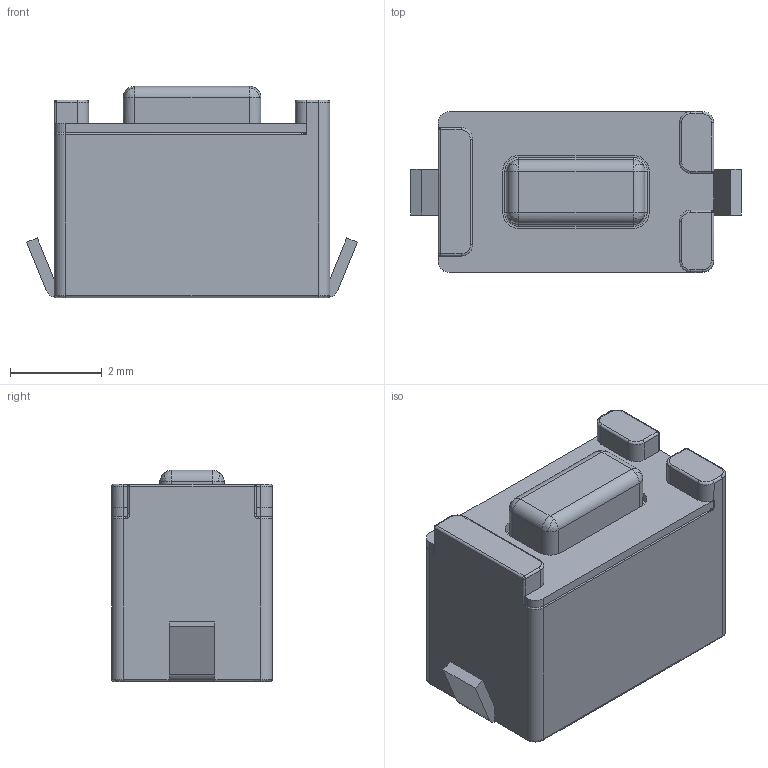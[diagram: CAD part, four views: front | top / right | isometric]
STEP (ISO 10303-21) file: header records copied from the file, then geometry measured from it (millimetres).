
FILE_DESCRIPTION (( 'STEP AP214' ), '1' );
FILE_NAME ('EVQ-PNF04M.STEP', '2024-05-23T03:05:26', ( '' ), ( '' ), 'SwSTEP 2.0', 'SolidWorks 2023', '' );
FILE_SCHEMA (( 'AUTOMOTIVE_DESIGN' ));
Length unit declared in the file: inch
Products named in the file (4): top; EVQ-PNF04M; terminals; body
Assembly tree (3 placements, depth 2):
  EVQ-PNF04M
    body
    top
    terminals
Bounding box: 7.2 x 3.5 x 4.6 mm (x, y, z)
Volume: 85.2 mm3; surface area: 165.8 mm2
Topology: 4 solids, 4 shells, 185 faces, 480 edges, 285 vertices
Faces by surface type: cylinder 74, plane 65, bspline 46
Entity records: 8871 total; most frequent: CARTESIAN_POINT 2177, ORIENTED_EDGE 926, DIRECTION 793, EDGE_CURVE 463, VERTEX_POINT 285, AXIS2_PLACEMENT_3D 275, VECTOR 243, LINE 243
